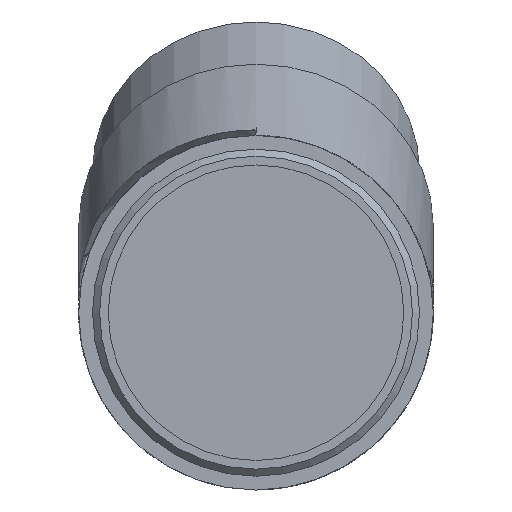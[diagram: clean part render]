
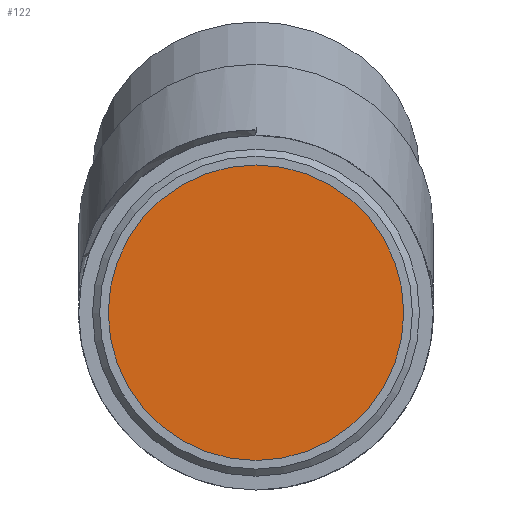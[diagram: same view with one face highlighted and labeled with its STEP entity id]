
A CAD part, left-side view. The second image highlights one B-rep face of the part: STEP entity #122.
In plain terms, the highlighted planar face has unit normal (-1, 0, 0).
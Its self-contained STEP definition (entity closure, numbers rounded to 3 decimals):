
#85=FACE_OUTER_BOUND('',#351,.T.);
#122=ADVANCED_FACE('',(#85),#164,.F.);
#164=PLANE('',#835);
#351=EDGE_LOOP('',(#487));
#487=ORIENTED_EDGE('',*,*,#705,.F.);
#622=VERTEX_POINT('',#1334);
#705=EDGE_CURVE('',#622,#622,#772,.T.);
#772=CIRCLE('',#834,18.75);
#834=AXIS2_PLACEMENT_3D('',#1333,#992,#993);
#835=AXIS2_PLACEMENT_3D('',#1335,#994,#995);
#992=DIRECTION('',(1.,0.,0.));
#993=DIRECTION('',(0.,0.,-1.));
#994=DIRECTION('',(1.,0.,0.));
#995=DIRECTION('',(0.,0.,1.));
#1333=CARTESIAN_POINT('',(20.,0.,0.));
#1334=CARTESIAN_POINT('',(20.,0.,-18.75));
#1335=CARTESIAN_POINT('',(20.,0.,0.));
